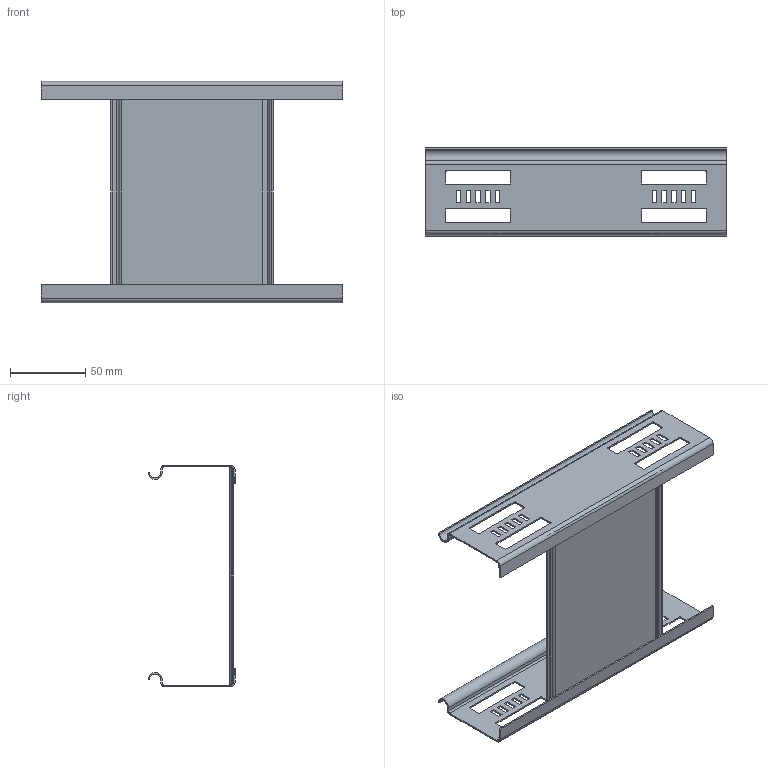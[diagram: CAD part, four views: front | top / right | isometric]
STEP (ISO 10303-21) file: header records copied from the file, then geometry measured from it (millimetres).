
FILE_DESCRIPTION(/* description */ ('VariCAD 2015-3.03 AP-214'),/* implementation_level */ '2;1');
FILE_NAME(/* name */ '6068938.stp',/* time_stamp */ '2016-08-18T07:43:26+02:00',/* author */ (''),/* organization */ (''),/* preprocessor_version */ 'ST-DEVELOPER v14',/* originating_system */ 'VariCAD 2015-3.03; kernel version (20130303)',/* authorisation */ '');
FILE_SCHEMA (('AUTOMOTIVE_DESIGN'));
Length unit declared in the file: millimetre
Products named in the file (4): 6068938; 040599_150; 040579_60
Assembly tree (3 placements, depth 2):
  6068938
    040599_150
    040579_60
    040579_60
Bounding box: 200 x 58.2 x 147 mm (x, y, z)
Volume: 42459.1 mm3; surface area: 87803.8 mm2
Topology: 3 solids, 3 shells, 238 faces, 624 edges, 392 vertices
Faces by surface type: plane 178, cylinder 60
Entity records: 7432 total; most frequent: CARTESIAN_POINT 1264, ORIENTED_EDGE 1248, DIRECTION 1240, EDGE_CURVE 624, LINE 504, VECTOR 504, VERTEX_POINT 392, AXIS2_PLACEMENT_3D 368
